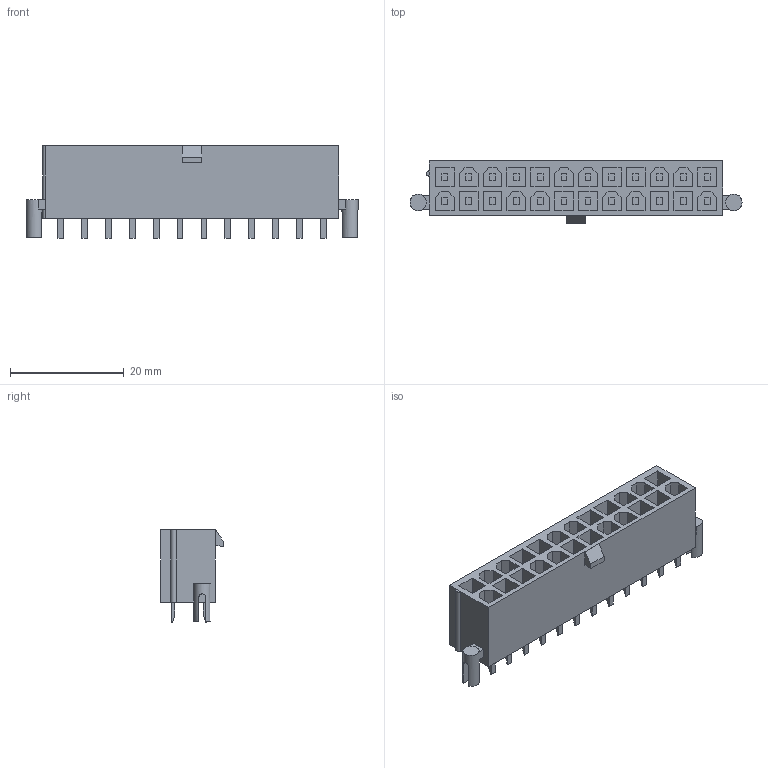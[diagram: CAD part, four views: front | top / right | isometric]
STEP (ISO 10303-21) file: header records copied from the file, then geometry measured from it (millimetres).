
FILE_DESCRIPTION(('FreeCAD Model'),'2;1');
FILE_NAME('Open CASCADE Shape Model','2022-09-02T22:53:56',('Doomn00b'), (''),'Open CASCADE STEP processor 7.6','FreeCAD','Unknown');
FILE_SCHEMA(('AUTOMOTIVE_DESIGN { 1 0 10303 214 1 1 1 1 }'));
Length unit declared in the file: millimetre
Products named in the file (6): Molex_minifitJr_5566_24A2; Pins-top; pins; Pins-bot; pins001; Plastic_Body
Assembly tree (27 placements, depth 3):
  Molex_minifitJr_5566_24A2
    Pins-top
      pins  x12
    Pins-bot
      pins001  x12
    Plastic_Body
Bounding box: 58.45 x 11 x 16.3 mm (x, y, z)
Volume: 4495.2 mm3; surface area: 6530.8 mm2
Topology: 25 solids, 25 shells, 454 faces, 1125 edges, 748 vertices
Faces by surface type: plane 446, cylinder 8
Full cylindrical faces by diameter (mm): 2.9 x2
Entity records: 6681 total; most frequent: CARTESIAN_POINT 1307, ORIENTED_EDGE 1062, DIRECTION 1023, EDGE_CURVE 531, LINE 503, VECTOR 503, VERTEX_POINT 352, AXIS2_PLACEMENT_3D 260
